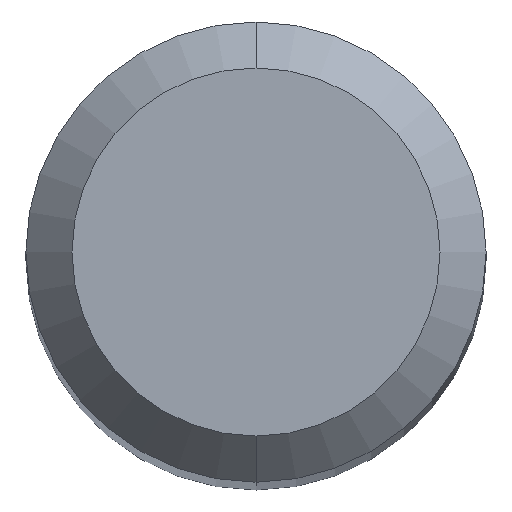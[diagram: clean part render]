
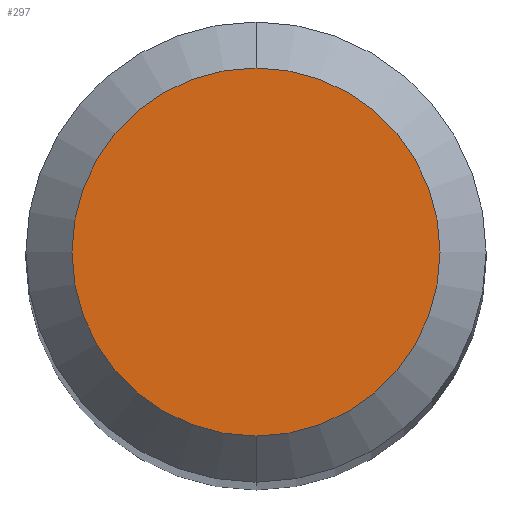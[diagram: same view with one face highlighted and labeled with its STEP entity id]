
A CAD part, top view. The second image highlights one B-rep face of the part: STEP entity #297.
In plain terms, the highlighted planar face has unit normal (0, 0, 1).
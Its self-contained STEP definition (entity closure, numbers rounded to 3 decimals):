
#215=VERTEX_POINT('',#524);
#297=ADVANCED_FACE('',(#615),#616,.T.);
#347=EDGE_CURVE('',#427,#215,#671,.T.);
#365=EDGE_CURVE('',#215,#427,#690,.T.);
#427=VERTEX_POINT('',#762);
#524=CARTESIAN_POINT('',(0.0,1.2,0.0));
#615=FACE_OUTER_BOUND('',#1107,.T.);
#616=PLANE('',#1108);
#671=CIRCLE('',#1217,1.2);
#690=CIRCLE('',#1243,1.2);
#762=CARTESIAN_POINT('',(0.,-1.2,0.0));
#1107=EDGE_LOOP('',(#1574,#1575));
#1108=AXIS2_PLACEMENT_3D('',#1576,#1577,#1578);
#1217=AXIS2_PLACEMENT_3D('',#1649,#1650,#1651);
#1243=AXIS2_PLACEMENT_3D('',#1669,#1670,#1671);
#1574=ORIENTED_EDGE('',*,*,#365,.F.);
#1575=ORIENTED_EDGE('',*,*,#347,.F.);
#1576=CARTESIAN_POINT('',(0.0,0.6,0.0));
#1577=DIRECTION('',(-0.0,0.0,1.0));
#1578=DIRECTION('',(0.0,-1.0,0.0));
#1649=CARTESIAN_POINT('',(0.0,0.0,0.0));
#1650=DIRECTION('',(0.0,0.0,-1.0));
#1651=DIRECTION('',(0.0,1.0,0.0));
#1669=CARTESIAN_POINT('',(0.0,0.0,0.0));
#1670=DIRECTION('',(0.0,0.0,-1.0));
#1671=DIRECTION('',(0.0,1.0,0.0));
